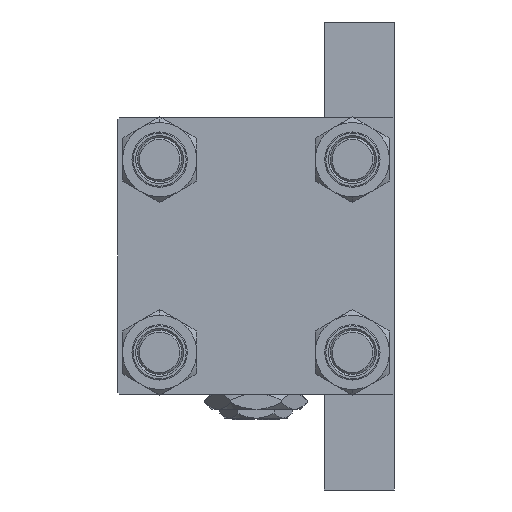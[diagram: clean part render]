
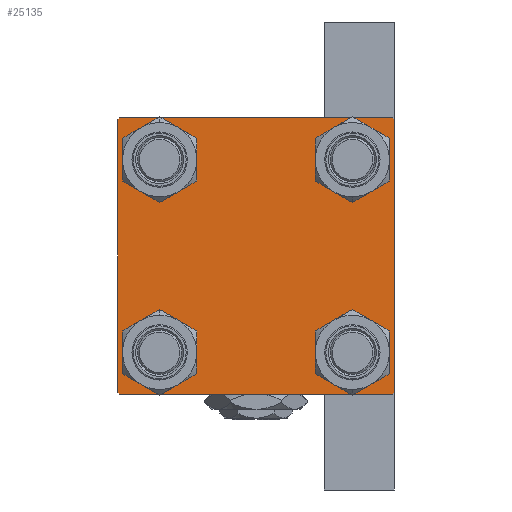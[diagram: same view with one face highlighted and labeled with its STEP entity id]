
A CAD part, left-side view. The second image highlights one B-rep face of the part: STEP entity #25135.
In plain terms, the highlighted planar face has unit normal (-1, 0, 0).
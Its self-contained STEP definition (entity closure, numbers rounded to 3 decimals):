
#119 = VECTOR ( 'NONE', #31141, 1000. ) ;
#209 = DIRECTION ( 'NONE',  ( 0., 0.707, 0.707 ) ) ;
#598 = EDGE_CURVE ( 'NONE', #20676, #2363, #30146, .T. ) ;
#660 = AXIS2_PLACEMENT_3D ( 'NONE', #37590, #6443, #37103 ) ;
#1501 = ORIENTED_EDGE ( 'NONE', *, *, #19521, .F. ) ;
#1564 = EDGE_CURVE ( 'NONE', #11930, #17959, #33389, .T. ) ;
#2363 = VERTEX_POINT ( 'NONE', #30980 ) ;
#3131 = VERTEX_POINT ( 'NONE', #38772 ) ;
#3238 = ORIENTED_EDGE ( 'NONE', *, *, #42098, .T. ) ;
#3357 = ORIENTED_EDGE ( 'NONE', *, *, #598, .T. ) ;
#3462 = FACE_OUTER_BOUND ( 'NONE', #32216, .T. ) ;
#3488 = CIRCLE ( 'NONE', #16298, 6.5 ) ;
#3722 = CARTESIAN_POINT ( 'NONE',  ( 0., -37.25, 37.25 ) ) ;
#4007 = VERTEX_POINT ( 'NONE', #11941 ) ;
#4039 = CARTESIAN_POINT ( 'NONE',  ( 0., 37.5, 37.5 ) ) ;
#4085 = CARTESIAN_POINT ( 'NONE',  ( 0., 26.15, 19.65 ) ) ;
#6443 = DIRECTION ( 'NONE',  ( 1., 0., 0. ) ) ;
#6551 = EDGE_CURVE ( 'NONE', #29958, #45678, #11232, .T. ) ;
#6702 = AXIS2_PLACEMENT_3D ( 'NONE', #20346, #20589, #16812 ) ;
#6817 = CARTESIAN_POINT ( 'NONE',  ( 0., -37.5, 37. ) ) ;
#7482 = EDGE_LOOP ( 'NONE', ( #17688, #25625 ) ) ;
#8799 = CARTESIAN_POINT ( 'NONE',  ( 0., 26.15, 26.15 ) ) ;
#8829 = EDGE_CURVE ( 'NONE', #17959, #11930, #28705, .T. ) ;
#9521 = VERTEX_POINT ( 'NONE', #11267 ) ;
#9679 = CARTESIAN_POINT ( 'NONE',  ( 0., 37.25, 37.25 ) ) ;
#9972 = DIRECTION ( 'NONE',  ( 0., 0., 1. ) ) ;
#10044 = ORIENTED_EDGE ( 'NONE', *, *, #6551, .T. ) ;
#10263 = LINE ( 'NONE', #14283, #35421 ) ;
#10745 = EDGE_LOOP ( 'NONE', ( #3238, #28784 ) ) ;
#10914 = AXIS2_PLACEMENT_3D ( 'NONE', #44755, #25641, #40987 ) ;
#11219 = DIRECTION ( 'NONE',  ( -1., 0., 0. ) ) ;
#11232 = LINE ( 'NONE', #3722, #15797 ) ;
#11267 = CARTESIAN_POINT ( 'NONE',  ( 0., 37., 37.5 ) ) ;
#11792 = LINE ( 'NONE', #4039, #119 ) ;
#11930 = VERTEX_POINT ( 'NONE', #27630 ) ;
#11941 = CARTESIAN_POINT ( 'NONE',  ( 0., -26.15, 32.65 ) ) ;
#14283 = CARTESIAN_POINT ( 'NONE',  ( 0., 37.25, -37.25 ) ) ;
#14436 = VECTOR ( 'NONE', #29362, 1000. ) ;
#15230 = CARTESIAN_POINT ( 'NONE',  ( 0., 0., 0. ) ) ;
#15696 = AXIS2_PLACEMENT_3D ( 'NONE', #33192, #48518, #36718 ) ;
#15765 = DIRECTION ( 'NONE',  ( 0., -0.707, 0.707 ) ) ;
#15797 = VECTOR ( 'NONE', #209, 1000. ) ;
#15990 = EDGE_CURVE ( 'NONE', #23498, #3131, #10263, .T. ) ;
#16298 = AXIS2_PLACEMENT_3D ( 'NONE', #27788, #31808, #47142 ) ;
#16677 = VERTEX_POINT ( 'NONE', #30423 ) ;
#16812 = DIRECTION ( 'NONE',  ( 0., 0., 1. ) ) ;
#17141 = CARTESIAN_POINT ( 'NONE',  ( 0., 37.5, 37. ) ) ;
#17464 = DIRECTION ( 'NONE',  ( 0., 0.707, -0.707 ) ) ;
#17507 = VECTOR ( 'NONE', #15765, 1000. ) ;
#17688 = ORIENTED_EDGE ( 'NONE', *, *, #8829, .T. ) ;
#17844 = VERTEX_POINT ( 'NONE', #30010 ) ;
#17959 = VERTEX_POINT ( 'NONE', #41832 ) ;
#17972 = CARTESIAN_POINT ( 'NONE',  ( 0., -37.5, 37.5 ) ) ;
#18259 = FACE_BOUND ( 'NONE', #7482, .T. ) ;
#18497 = CIRCLE ( 'NONE', #33762, 6.5 ) ;
#18736 = AXIS2_PLACEMENT_3D ( 'NONE', #15230, #11219, #49183 ) ;
#18759 = FACE_BOUND ( 'NONE', #33249, .T. ) ;
#19061 = CARTESIAN_POINT ( 'NONE',  ( 0., -37.5, -37. ) ) ;
#19521 = EDGE_CURVE ( 'NONE', #9521, #45678, #11792, .T. ) ;
#19627 = ORIENTED_EDGE ( 'NONE', *, *, #23214, .T. ) ;
#19965 = ORIENTED_EDGE ( 'NONE', *, *, #15990, .T. ) ;
#20346 = CARTESIAN_POINT ( 'NONE',  ( 0., -26.15, 26.15 ) ) ;
#20589 = DIRECTION ( 'NONE',  ( 1., 0., 0. ) ) ;
#20676 = VERTEX_POINT ( 'NONE', #4085 ) ;
#20992 = CARTESIAN_POINT ( 'NONE',  ( 0., -37., -37.5 ) ) ;
#21882 = ORIENTED_EDGE ( 'NONE', *, *, #31230, .T. ) ;
#22079 = ORIENTED_EDGE ( 'NONE', *, *, #38424, .T. ) ;
#22326 = LINE ( 'NONE', #26331, #14436 ) ;
#23214 = EDGE_CURVE ( 'NONE', #2363, #20676, #23477, .T. ) ;
#23391 = VECTOR ( 'NONE', #48145, 1000. ) ;
#23477 = CIRCLE ( 'NONE', #43566, 6.5 ) ;
#23498 = VERTEX_POINT ( 'NONE', #32847 ) ;
#24123 = DIRECTION ( 'NONE',  ( 1., 0., 0. ) ) ;
#24154 = VERTEX_POINT ( 'NONE', #19061 ) ;
#25135 = ADVANCED_FACE ( 'NONE', ( #38374, #18259, #26043, #18759, #3462 ), #45659, .T. ) ;
#25354 = EDGE_CURVE ( 'NONE', #17844, #16677, #3488, .T. ) ;
#25592 = DIRECTION ( 'NONE',  ( 0., -0.707, -0.707 ) ) ;
#25625 = ORIENTED_EDGE ( 'NONE', *, *, #1564, .T. ) ;
#25641 = DIRECTION ( 'NONE',  ( 1., 0., 0. ) ) ;
#26043 = FACE_BOUND ( 'NONE', #10745, .T. ) ;
#26182 = EDGE_CURVE ( 'NONE', #31212, #24154, #27820, .T. ) ;
#26331 = CARTESIAN_POINT ( 'NONE',  ( 0., 37.5, -37.5 ) ) ;
#27017 = DIRECTION ( 'NONE',  ( 0., 0., -1. ) ) ;
#27630 = CARTESIAN_POINT ( 'NONE',  ( 0., -26.15, -32.65 ) ) ;
#27788 = CARTESIAN_POINT ( 'NONE',  ( 0., 26.15, -26.15 ) ) ;
#27808 = VERTEX_POINT ( 'NONE', #34604 ) ;
#27820 = LINE ( 'NONE', #34895, #17507 ) ;
#28683 = VECTOR ( 'NONE', #17464, 1000. ) ;
#28705 = CIRCLE ( 'NONE', #660, 6.5 ) ;
#28784 = ORIENTED_EDGE ( 'NONE', *, *, #25354, .T. ) ;
#29362 = DIRECTION ( 'NONE',  ( 0., -1., 0. ) ) ;
#29958 = VERTEX_POINT ( 'NONE', #6817 ) ;
#30010 = CARTESIAN_POINT ( 'NONE',  ( 0., 26.15, -32.65 ) ) ;
#30063 = DIRECTION ( 'NONE',  ( 1., 0., 0. ) ) ;
#30146 = CIRCLE ( 'NONE', #15696, 6.5 ) ;
#30423 = CARTESIAN_POINT ( 'NONE',  ( 0., 26.15, -19.65 ) ) ;
#30817 = CARTESIAN_POINT ( 'NONE',  ( 0., 26.15, -26.15 ) ) ;
#30980 = CARTESIAN_POINT ( 'NONE',  ( 0., 26.15, 32.65 ) ) ;
#31067 = DIRECTION ( 'NONE',  ( 0., 0., 1. ) ) ;
#31141 = DIRECTION ( 'NONE',  ( 0., -1., 0. ) ) ;
#31169 = DIRECTION ( 'NONE',  ( 0., 0., 1. ) ) ;
#31212 = VERTEX_POINT ( 'NONE', #20992 ) ;
#31230 = EDGE_CURVE ( 'NONE', #9521, #41538, #32805, .T. ) ;
#31808 = DIRECTION ( 'NONE',  ( 1., 0., 0. ) ) ;
#32127 = CARTESIAN_POINT ( 'NONE',  ( 0., -37., 37.5 ) ) ;
#32216 = EDGE_LOOP ( 'NONE', ( #33635, #19965, #44493, #46324, #42546, #10044, #1501, #21882 ) ) ;
#32805 = LINE ( 'NONE', #9679, #28683 ) ;
#32847 = CARTESIAN_POINT ( 'NONE',  ( 0., 37.5, -37. ) ) ;
#33176 = CIRCLE ( 'NONE', #6702, 6.5 ) ;
#33192 = CARTESIAN_POINT ( 'NONE',  ( 0., 26.15, 26.15 ) ) ;
#33249 = EDGE_LOOP ( 'NONE', ( #19627, #3357 ) ) ;
#33389 = CIRCLE ( 'NONE', #10914, 6.5 ) ;
#33635 = ORIENTED_EDGE ( 'NONE', *, *, #36461, .T. ) ;
#33683 = VECTOR ( 'NONE', #27017, 1000. ) ;
#33762 = AXIS2_PLACEMENT_3D ( 'NONE', #49181, #30063, #9972 ) ;
#34604 = CARTESIAN_POINT ( 'NONE',  ( 0., -26.15, 19.65 ) ) ;
#34615 = DIRECTION ( 'NONE',  ( 1., 0., 0. ) ) ;
#34631 = CIRCLE ( 'NONE', #49033, 6.5 ) ;
#34895 = CARTESIAN_POINT ( 'NONE',  ( 0., -37.25, -37.25 ) ) ;
#35421 = VECTOR ( 'NONE', #25592, 1000. ) ;
#36461 = EDGE_CURVE ( 'NONE', #41538, #23498, #37346, .T. ) ;
#36718 = DIRECTION ( 'NONE',  ( 0., 0., 1. ) ) ;
#37091 = LINE ( 'NONE', #17972, #23391 ) ;
#37103 = DIRECTION ( 'NONE',  ( 0., 0., 1. ) ) ;
#37346 = LINE ( 'NONE', #45636, #33683 ) ;
#37590 = CARTESIAN_POINT ( 'NONE',  ( 0., -26.15, -26.15 ) ) ;
#38374 = FACE_BOUND ( 'NONE', #43756, .T. ) ;
#38424 = EDGE_CURVE ( 'NONE', #27808, #4007, #18497, .T. ) ;
#38772 = CARTESIAN_POINT ( 'NONE',  ( 0., 37., -37.5 ) ) ;
#39255 = ORIENTED_EDGE ( 'NONE', *, *, #48083, .T. ) ;
#39925 = EDGE_CURVE ( 'NONE', #3131, #31212, #22326, .T. ) ;
#40987 = DIRECTION ( 'NONE',  ( 0., 0., 1. ) ) ;
#41538 = VERTEX_POINT ( 'NONE', #17141 ) ;
#41832 = CARTESIAN_POINT ( 'NONE',  ( 0., -26.15, -19.65 ) ) ;
#42098 = EDGE_CURVE ( 'NONE', #16677, #17844, #34631, .T. ) ;
#42546 = ORIENTED_EDGE ( 'NONE', *, *, #43867, .F. ) ;
#43566 = AXIS2_PLACEMENT_3D ( 'NONE', #8799, #24123, #31169 ) ;
#43756 = EDGE_LOOP ( 'NONE', ( #39255, #22079 ) ) ;
#43867 = EDGE_CURVE ( 'NONE', #29958, #24154, #37091, .T. ) ;
#44493 = ORIENTED_EDGE ( 'NONE', *, *, #39925, .T. ) ;
#44755 = CARTESIAN_POINT ( 'NONE',  ( 0., -26.15, -26.15 ) ) ;
#45636 = CARTESIAN_POINT ( 'NONE',  ( 0., 37.5, 37.5 ) ) ;
#45659 = PLANE ( 'NONE',  #18736 ) ;
#45678 = VERTEX_POINT ( 'NONE', #32127 ) ;
#46324 = ORIENTED_EDGE ( 'NONE', *, *, #26182, .T. ) ;
#47142 = DIRECTION ( 'NONE',  ( 0., 0., 1. ) ) ;
#48083 = EDGE_CURVE ( 'NONE', #4007, #27808, #33176, .T. ) ;
#48145 = DIRECTION ( 'NONE',  ( 0., 0., -1. ) ) ;
#48518 = DIRECTION ( 'NONE',  ( 1., 0., 0. ) ) ;
#49033 = AXIS2_PLACEMENT_3D ( 'NONE', #30817, #34615, #31067 ) ;
#49181 = CARTESIAN_POINT ( 'NONE',  ( 0., -26.15, 26.15 ) ) ;
#49183 = DIRECTION ( 'NONE',  ( 0., 0., 1. ) ) ;
